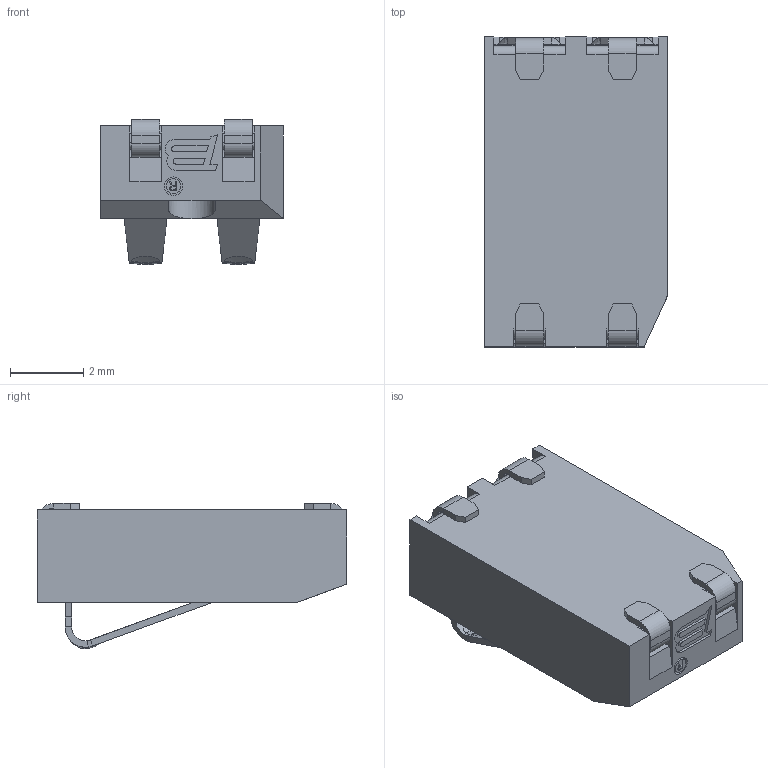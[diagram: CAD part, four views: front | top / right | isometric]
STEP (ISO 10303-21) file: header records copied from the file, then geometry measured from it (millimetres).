
FILE_DESCRIPTION((''),'2;1');
FILE_NAME('70AAJ-2-M0','2021-11-08T16:21:20',('RICKB'),('Bourns, Inc.'),'CREO PARAMETRIC BY PTC INC, 2018050','CREO PARAMETRIC BY PTC INC, 2018050','');
FILE_SCHEMA(('AUTOMOTIVE_DESIGN { 1 0 10303 214 1 1 1 1 }'));
Length unit declared in the file: inch
Products named in the file (1): 70AAJ-2-M0
Bounding box: 5 x 8.48 x 3.97 mm (x, y, z)
Volume: 65 mm3; surface area: 336.2 mm2
Topology: 1 solids, 1 shells, 431 faces, 1138 edges, 688 vertices
Faces by surface type: plane 310, cylinder 85, bspline 32, sphere 4
Entity records: 17914 total; most frequent: CARTESIAN_POINT 3721, ORIENTED_EDGE 2260, DIRECTION 2051, PRESENTATION_STYLE_ASSIGNMENT 1154, STYLED_ITEM 1134, CURVE_STYLE 1130, EDGE_CURVE 1130, VECTOR 899
